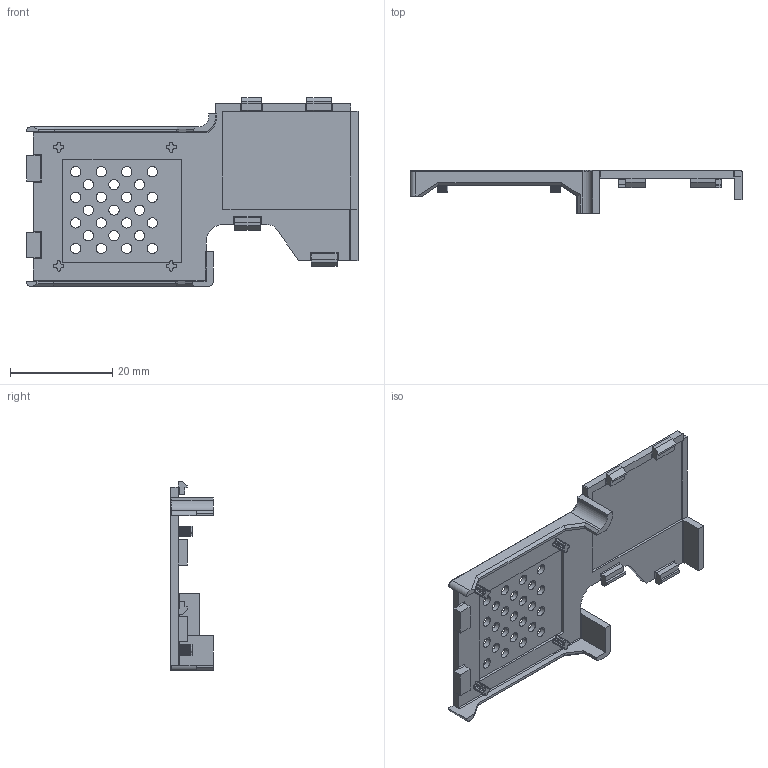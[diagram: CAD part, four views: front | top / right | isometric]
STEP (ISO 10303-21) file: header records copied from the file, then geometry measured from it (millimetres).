
FILE_DESCRIPTION((''),'2;1');
FILE_NAME('S7ETH-02-B','2025-02-20T23:47:53',('lzy'),(''),'CREO PARAMETRIC BY PTC INC, 2019080','CREO PARAMETRIC BY PTC INC, 2019080','');
FILE_SCHEMA(('AUTOMOTIVE_DESIGN { 1 0 10303 214 1 1 1 1 }'));
Length unit declared in the file: millimetre
Products named in the file (1): S7ETH-02-B
Bounding box: 64.9 x 8.38 x 36.9 mm (x, y, z)
Volume: 2667.6 mm3; surface area: 4940.7 mm2
Topology: 1 solids, 1 shells, 406 faces, 1147 edges, 753 vertices
Faces by surface type: plane 195, cylinder 168, extrusion 38, torus 5
Entity records: 18562 total; most frequent: CARTESIAN_POINT 2771, ORIENTED_EDGE 2294, DIRECTION 2254, PRESENTATION_STYLE_ASSIGNMENT 1180, STYLED_ITEM 1176, CURVE_STYLE 1175, EDGE_CURVE 1147, COLOUR_RGB 1124
